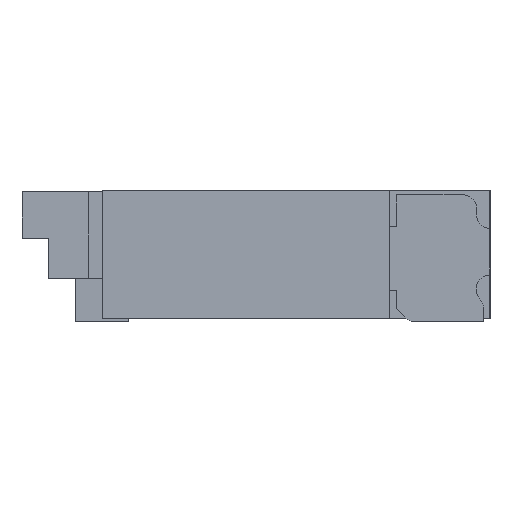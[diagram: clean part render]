
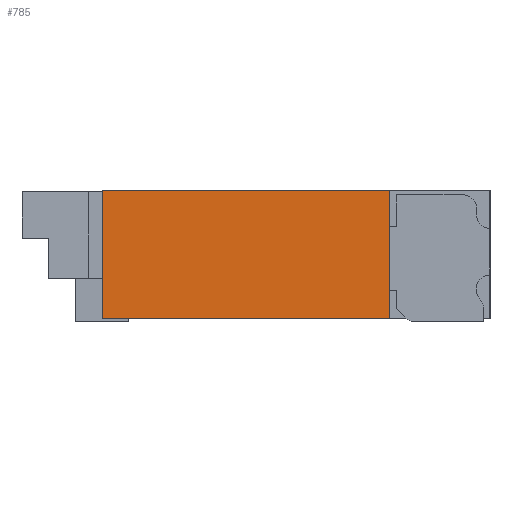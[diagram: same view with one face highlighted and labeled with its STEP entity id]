
A CAD part, left-side view. The second image highlights one B-rep face of the part: STEP entity #785.
In plain terms, the highlighted planar face has unit normal (-1, 0, 0).
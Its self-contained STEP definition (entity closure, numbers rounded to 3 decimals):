
#785 = ADVANCED_FACE( '', ( #1827 ), #1828, .T. );
#1827 = FACE_OUTER_BOUND( '', #3216, .T. );
#1828 = PLANE( '', #3217 );
#3216 = EDGE_LOOP( '', ( #5048, #5049, #5050, #5051 ) );
#3217 = AXIS2_PLACEMENT_3D( '', #5052, #5053, #5054 );
#5048 = ORIENTED_EDGE( '', *, *, #9665, .F. );
#5049 = ORIENTED_EDGE( '', *, *, #9381, .T. );
#5050 = ORIENTED_EDGE( '', *, *, #9666, .T. );
#5051 = ORIENTED_EDGE( '', *, *, #9667, .T. );
#5052 = CARTESIAN_POINT( '', ( -5., 0., 0. ) );
#5053 = DIRECTION( '', ( -1., 0., 0. ) );
#5054 = DIRECTION( '', ( 0., 0., 1. ) );
#9381 = EDGE_CURVE( '', #11449, #11447, #11450, .T. );
#9665 = EDGE_CURVE( '', #11449, #11967, #11968, .T. );
#9666 = EDGE_CURVE( '', #11447, #11969, #11970, .T. );
#9667 = EDGE_CURVE( '', #11969, #11967, #11971, .T. );
#11447 = VERTEX_POINT( '', #14497 );
#11449 = VERTEX_POINT( '', #14500 );
#11450 = LINE( '', #14501, #14502 );
#11967 = VERTEX_POINT( '', #15264 );
#11968 = LINE( '', #15265, #15266 );
#11969 = VERTEX_POINT( '', #15267 );
#11970 = LINE( '', #15268, #15269 );
#11971 = LINE( '', #15270, #15271 );
#14497 = CARTESIAN_POINT( '', ( -5., 1.45, 0.48 ) );
#14500 = CARTESIAN_POINT( '', ( -5., -0.7, 0.48 ) );
#14501 = CARTESIAN_POINT( '', ( -5., -1.45, 0.48 ) );
#14502 = VECTOR( '', #18567, 1000. );
#15264 = CARTESIAN_POINT( '', ( -5., -0.7, -0.48 ) );
#15265 = CARTESIAN_POINT( '', ( -5., -0.7, 0. ) );
#15266 = VECTOR( '', #18831, 1000. );
#15267 = CARTESIAN_POINT( '', ( -5., 1.45, -0.48 ) );
#15268 = CARTESIAN_POINT( '', ( -5., 1.45, 0.48 ) );
#15269 = VECTOR( '', #18832, 1000. );
#15270 = CARTESIAN_POINT( '', ( -5., 1.45, -0.48 ) );
#15271 = VECTOR( '', #18833, 1000. );
#18567 = DIRECTION( '', ( 0., 1., 0. ) );
#18831 = DIRECTION( '', ( 0., 0., -1. ) );
#18832 = DIRECTION( '', ( 0., 0., -1. ) );
#18833 = DIRECTION( '', ( 0., -1., 0. ) );
